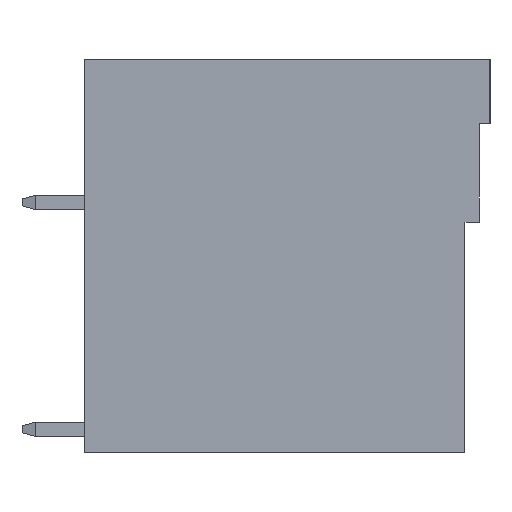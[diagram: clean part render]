
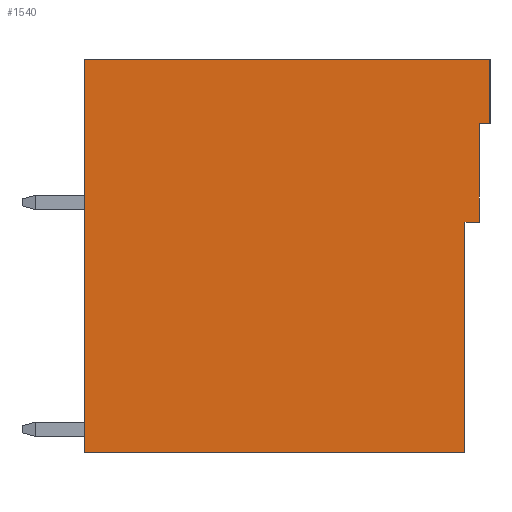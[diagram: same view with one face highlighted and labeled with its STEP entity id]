
A CAD part, left-side view. The second image highlights one B-rep face of the part: STEP entity #1540.
In plain terms, the highlighted planar face has unit normal (-1, 0, 0).
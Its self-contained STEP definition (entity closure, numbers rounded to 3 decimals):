
#1540 = ADVANCED_FACE( '', ( #3985 ), #3986, .F. );
#3985 = FACE_OUTER_BOUND( '', #7489, .T. );
#3986 = PLANE( '', #7490 );
#7489 = EDGE_LOOP( '', ( #11535, #11536, #11537, #11538, #11539, #11540, #11541, #11542 ) );
#7490 = AXIS2_PLACEMENT_3D( '', #11543, #11544, #11545 );
#11535 = ORIENTED_EDGE( '', *, *, #21909, .F. );
#11536 = ORIENTED_EDGE( '', *, *, #21910, .F. );
#11537 = ORIENTED_EDGE( '', *, *, #21911, .T. );
#11538 = ORIENTED_EDGE( '', *, *, #21912, .T. );
#11539 = ORIENTED_EDGE( '', *, *, #21913, .F. );
#11540 = ORIENTED_EDGE( '', *, *, #21914, .F. );
#11541 = ORIENTED_EDGE( '', *, *, #21915, .F. );
#11542 = ORIENTED_EDGE( '', *, *, #21916, .F. );
#11543 = CARTESIAN_POINT( '', ( -15.835, -11.35, -22. ) );
#11544 = DIRECTION( '', ( 1., 0., 0. ) );
#11545 = DIRECTION( '', ( 0., 0., -1. ) );
#21909 = EDGE_CURVE( '', #26547, #26548, #26549, .T. );
#21910 = EDGE_CURVE( '', #26550, #26547, #26551, .T. );
#21911 = EDGE_CURVE( '', #26550, #26552, #26553, .T. );
#21912 = EDGE_CURVE( '', #26552, #26554, #26555, .T. );
#21913 = EDGE_CURVE( '', #26556, #26554, #26557, .T. );
#21914 = EDGE_CURVE( '', #26558, #26556, #26559, .T. );
#21915 = EDGE_CURVE( '', #26560, #26558, #26561, .T. );
#21916 = EDGE_CURVE( '', #26548, #26560, #26562, .T. );
#26547 = VERTEX_POINT( '', #33194 );
#26548 = VERTEX_POINT( '', #33195 );
#26549 = LINE( '', #33196, #33197 );
#26550 = VERTEX_POINT( '', #33198 );
#26551 = LINE( '', #33199, #33200 );
#26552 = VERTEX_POINT( '', #33201 );
#26553 = LINE( '', #33202, #33203 );
#26554 = VERTEX_POINT( '', #33204 );
#26555 = LINE( '', #33205, #33206 );
#26556 = VERTEX_POINT( '', #33207 );
#26557 = LINE( '', #33208, #33209 );
#26558 = VERTEX_POINT( '', #33210 );
#26559 = LINE( '', #33211, #33212 );
#26560 = VERTEX_POINT( '', #33213 );
#26561 = LINE( '', #33214, #33215 );
#26562 = LINE( '', #33216, #33217 );
#33194 = CARTESIAN_POINT( '', ( -15.835, -10.75, -3.6 ) );
#33195 = CARTESIAN_POINT( '', ( -15.835, -10.75, -9.1 ) );
#33196 = CARTESIAN_POINT( '', ( -15.835, -10.75, -3.6 ) );
#33197 = VECTOR( '', #41452, 1000. );
#33198 = CARTESIAN_POINT( '', ( -15.835, -11.35, -3.6 ) );
#33199 = CARTESIAN_POINT( '', ( -15.835, -11.35, -3.6 ) );
#33200 = VECTOR( '', #41453, 1000. );
#33201 = CARTESIAN_POINT( '', ( -15.835, -11.35, 0. ) );
#33202 = CARTESIAN_POINT( '', ( -15.835, -11.35, -22. ) );
#33203 = VECTOR( '', #41454, 1000. );
#33204 = CARTESIAN_POINT( '', ( -15.835, 11.35, 0. ) );
#33205 = CARTESIAN_POINT( '', ( -15.835, -11.35, 0. ) );
#33206 = VECTOR( '', #41455, 1000. );
#33207 = CARTESIAN_POINT( '', ( -15.835, 11.35, -22. ) );
#33208 = CARTESIAN_POINT( '', ( -15.835, 11.35, -22. ) );
#33209 = VECTOR( '', #41456, 1000. );
#33210 = CARTESIAN_POINT( '', ( -15.835, -9.95, -22. ) );
#33211 = CARTESIAN_POINT( '', ( -15.835, -11.35, -22. ) );
#33212 = VECTOR( '', #41457, 1000. );
#33213 = CARTESIAN_POINT( '', ( -15.835, -9.95, -9.1 ) );
#33214 = CARTESIAN_POINT( '', ( -15.835, -9.95, -9.1 ) );
#33215 = VECTOR( '', #41458, 1000. );
#33216 = CARTESIAN_POINT( '', ( -15.835, -10.75, -9.1 ) );
#33217 = VECTOR( '', #41459, 1000. );
#41452 = DIRECTION( '', ( 0., 0., -1. ) );
#41453 = DIRECTION( '', ( 0., 1., 0. ) );
#41454 = DIRECTION( '', ( 0., 0., 1. ) );
#41455 = DIRECTION( '', ( 0., 1., 0. ) );
#41456 = DIRECTION( '', ( 0., 0., 1. ) );
#41457 = DIRECTION( '', ( 0., 1., 0. ) );
#41458 = DIRECTION( '', ( 0., 0., -1. ) );
#41459 = DIRECTION( '', ( 0., 1., 0. ) );
